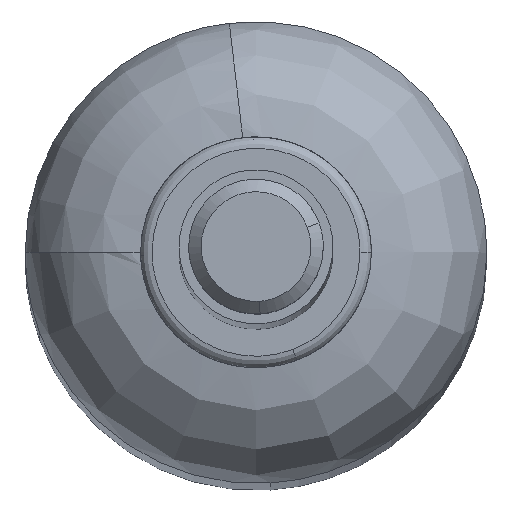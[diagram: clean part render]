
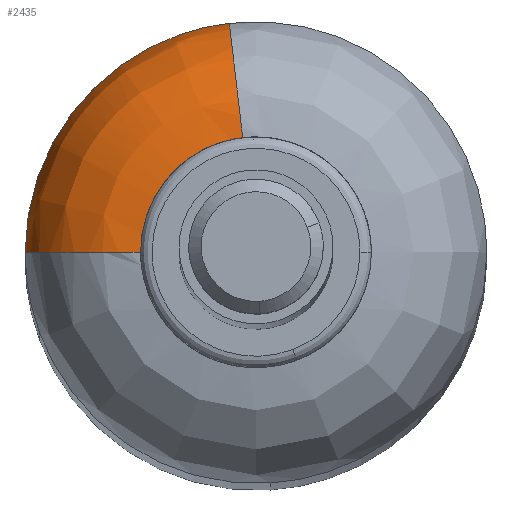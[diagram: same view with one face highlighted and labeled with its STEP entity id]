
A CAD part, top view. The second image highlights one B-rep face of the part: STEP entity #2435.
In plain terms, the highlighted free-form (B-spline) face has degree [2, 2] with [7, 3] control points.
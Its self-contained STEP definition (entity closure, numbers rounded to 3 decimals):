
#1770=CARTESIAN_POINT('',(-6.,0.0,-3.0));
#1771=VERTEX_POINT('',#1770);
#1785=CARTESIAN_POINT('',(-0.693,5.96,-3.));
#1786=VERTEX_POINT('',#1785);
#1787=CARTESIAN_POINT('',(-6.,0.0,-3.0));
#1788=CARTESIAN_POINT('',(-6.,5.343,-3.0));
#1789=CARTESIAN_POINT('',(-0.693,5.96,-3.));
#1797=(BOUNDED_CURVE()B_SPLINE_CURVE(2,(#1787,#1788,#1789),.UNSPECIFIED.,.F.,.U.)B_SPLINE_CURVE_WITH_KNOTS((3,3),(0.0,0.23),.UNSPECIFIED.)CURVE()GEOMETRIC_REPRESENTATION_ITEM()RATIONAL_B_SPLINE_CURVE((1.0,0.731,0.957))REPRESENTATION_ITEM(''));
#1798=EDGE_CURVE('',#1771,#1786,#1797,.T.);
#2319=CARTESIAN_POINT('',(-0.346,2.98,0.));
#2320=VERTEX_POINT('',#2319);
#2338=CARTESIAN_POINT('',(-3.,0.0,0.));
#2339=VERTEX_POINT('',#2338);
#2355=CARTESIAN_POINT('',(-6.,0.0,-3.0));
#2356=CARTESIAN_POINT('',(-6.,0.0,0.));
#2357=CARTESIAN_POINT('',(-3.,0.0,0.));
#2365=(BOUNDED_CURVE()B_SPLINE_CURVE(2,(#2355,#2356,#2357),.UNSPECIFIED.,.F.,.U.)B_SPLINE_CURVE_WITH_KNOTS((3,3),(0.5,0.75),.UNSPECIFIED.)CURVE()GEOMETRIC_REPRESENTATION_ITEM()RATIONAL_B_SPLINE_CURVE((1.0,0.707,1.))REPRESENTATION_ITEM(''));
#2366=EDGE_CURVE('',#1771,#2339,#2365,.T.);
#2372=CARTESIAN_POINT('',(-0.693,5.96,-3.));
#2373=CARTESIAN_POINT('',(-0.693,5.96,0.));
#2374=CARTESIAN_POINT('',(-0.346,2.98,0.));
#2382=(BOUNDED_CURVE()B_SPLINE_CURVE(2,(#2372,#2373,#2374),.UNSPECIFIED.,.F.,.U.)B_SPLINE_CURVE_WITH_KNOTS((3,3),(0.5,0.75),.UNSPECIFIED.)CURVE()GEOMETRIC_REPRESENTATION_ITEM()RATIONAL_B_SPLINE_CURVE((0.957,0.677,0.957))REPRESENTATION_ITEM(''));
#2383=EDGE_CURVE('',#1786,#2320,#2382,.T.);
#2388=CARTESIAN_POINT('',(-5.992,0.0,-3.215));
#2389=CARTESIAN_POINT('',(-6.,0.0,-3.108));
#2390=CARTESIAN_POINT('',(-6.,0.0,-3.0));
#2391=CARTESIAN_POINT('',(-6.,0.0,0.));
#2392=CARTESIAN_POINT('',(-3.,0.0,0.));
#2393=CARTESIAN_POINT('',(-2.892,0.0,0.));
#2394=CARTESIAN_POINT('',(-2.785,0.0,-0.008));
#2395=CARTESIAN_POINT('',(-5.992,5.336,-3.215));
#2396=CARTESIAN_POINT('',(-6.,5.343,-3.108));
#2397=CARTESIAN_POINT('',(-6.,5.343,-3.));
#2398=CARTESIAN_POINT('',(-6.,5.343,0.));
#2399=CARTESIAN_POINT('',(-3.,2.671,0.));
#2400=CARTESIAN_POINT('',(-2.892,2.576,0.));
#2401=CARTESIAN_POINT('',(-2.785,2.48,-0.008));
#2402=CARTESIAN_POINT('',(-0.692,5.952,-3.215));
#2403=CARTESIAN_POINT('',(-0.693,5.96,-3.108));
#2404=CARTESIAN_POINT('',(-0.693,5.96,-3.));
#2405=CARTESIAN_POINT('',(-0.693,5.96,0.));
#2406=CARTESIAN_POINT('',(-0.346,2.98,0.));
#2407=CARTESIAN_POINT('',(-0.334,2.873,0.));
#2408=CARTESIAN_POINT('',(-0.322,2.767,-0.008));
#2416=(BOUNDED_SURFACE()B_SPLINE_SURFACE(2,2,((#2388,#2395,#2402),(#2389,#2396,#2403),(#2390,#2397,#2404),(#2391,#2398,#2405),(#2392,#2399,#2406),(#2393,#2400,#2407),(#2394,#2401,#2408)),.UNSPECIFIED.,.F.,.F.,.U.)B_SPLINE_SURFACE_WITH_KNOTS((3,2,2,3),(3,3),(0.0,0.248,5.219,5.467),(0.0,9.136),.UNSPECIFIED.)GEOMETRIC_REPRESENTATION_ITEM()RATIONAL_B_SPLINE_SURFACE(((0.972,0.71,0.93),(0.985,0.72,0.943),(1.0,0.731,0.957),(0.707,0.517,0.677),(1.0,0.731,0.957),(0.985,0.72,0.943),(0.972,0.71,0.93)))REPRESENTATION_ITEM('')SURFACE());
#2417=CARTESIAN_POINT('',(-3.,0.0,0.));
#2418=CARTESIAN_POINT('',(-3.,2.671,0.0));
#2419=CARTESIAN_POINT('',(-0.346,2.98,0.));
#2427=(BOUNDED_CURVE()B_SPLINE_CURVE(2,(#2417,#2418,#2419),.UNSPECIFIED.,.F.,.U.)B_SPLINE_CURVE_WITH_KNOTS((3,3),(0.0,0.23),.UNSPECIFIED.)CURVE()GEOMETRIC_REPRESENTATION_ITEM()RATIONAL_B_SPLINE_CURVE((1.0,0.731,0.957))REPRESENTATION_ITEM(''));
#2428=EDGE_CURVE('',#2339,#2320,#2427,.T.);
#2429=ORIENTED_EDGE('',*,*,#2428,.T.);
#2430=ORIENTED_EDGE('',*,*,#2383,.F.);
#2431=ORIENTED_EDGE('',*,*,#1798,.F.);
#2432=ORIENTED_EDGE('',*,*,#2366,.T.);
#2433=EDGE_LOOP('',(#2429,#2430,#2431,#2432));
#2434=FACE_OUTER_BOUND('',#2433,.T.);
#2435=ADVANCED_FACE('',(#2434),#2416,.T.);
